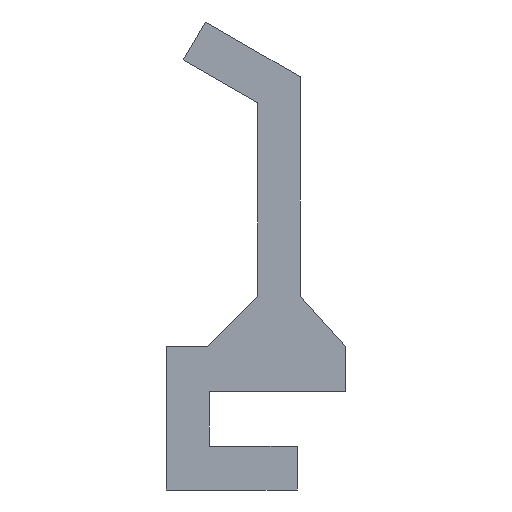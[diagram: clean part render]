
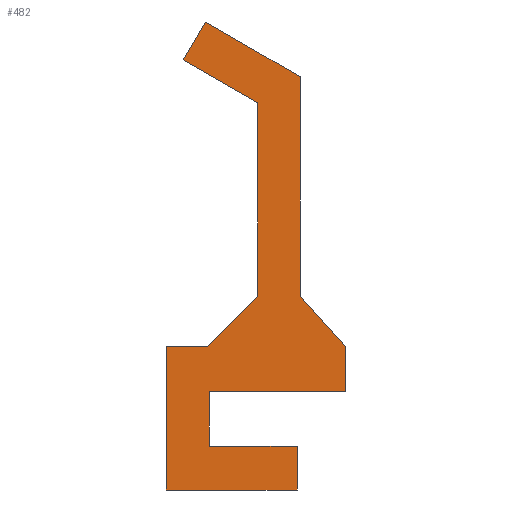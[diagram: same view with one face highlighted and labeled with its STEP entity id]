
A CAD part, left-side view. The second image highlights one B-rep face of the part: STEP entity #482.
In plain terms, the highlighted planar face has unit normal (-1, 0, 0).
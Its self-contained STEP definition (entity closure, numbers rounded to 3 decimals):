
#22 = VERTEX_POINT('',#23);
#23 = CARTESIAN_POINT('',(0.,5.253,
    48.602));
#40 = VERTEX_POINT('',#41);
#41 = CARTESIAN_POINT('',(0.,-3.407,
    43.602));
#47 = EDGE_CURVE('',#22,#40,#48,.T.);
#48 = LINE('',#49,#50);
#49 = CARTESIAN_POINT('',(0.,5.253,
    48.602));
#50 = VECTOR('',#51,1.);
#51 = DIRECTION('',(0.,-0.866,-0.5));
#71 = VERTEX_POINT('',#72);
#72 = CARTESIAN_POINT('',(0.,-3.407,
    23.602));
#78 = EDGE_CURVE('',#40,#71,#79,.T.);
#79 = LINE('',#80,#81);
#80 = CARTESIAN_POINT('',(0.,-3.407,
    43.602));
#81 = VECTOR('',#82,1.);
#82 = DIRECTION('',(0.,0.,-1.));
#102 = VERTEX_POINT('',#103);
#103 = CARTESIAN_POINT('',(0.,-7.549,
    19.002));
#109 = EDGE_CURVE('',#71,#102,#110,.T.);
#110 = LINE('',#111,#112);
#111 = CARTESIAN_POINT('',(0.,-3.407,
    23.602));
#112 = VECTOR('',#113,1.);
#113 = DIRECTION('',(0.,-0.669,-0.743)
  );
#133 = VERTEX_POINT('',#134);
#134 = CARTESIAN_POINT('',(0.,-7.549,
    14.882));
#140 = EDGE_CURVE('',#102,#133,#141,.T.);
#141 = LINE('',#142,#143);
#142 = CARTESIAN_POINT('',(0.,-7.549,
    19.002));
#143 = VECTOR('',#144,1.);
#144 = DIRECTION('',(0.,0.,-1.));
#164 = VERTEX_POINT('',#165);
#165 = CARTESIAN_POINT('',(0.,4.873,
    14.882));
#171 = EDGE_CURVE('',#133,#164,#172,.T.);
#172 = LINE('',#173,#174);
#173 = CARTESIAN_POINT('',(0.,-7.549,
    14.882));
#174 = VECTOR('',#175,1.);
#175 = DIRECTION('',(0.,1.,0.));
#195 = VERTEX_POINT('',#196);
#196 = CARTESIAN_POINT('',(0.,4.873,
    9.922));
#202 = EDGE_CURVE('',#164,#195,#203,.T.);
#203 = LINE('',#204,#205);
#204 = CARTESIAN_POINT('',(0.,4.873,
    14.882));
#205 = VECTOR('',#206,1.);
#206 = DIRECTION('',(0.,0.,-1.));
#226 = VERTEX_POINT('',#227);
#227 = CARTESIAN_POINT('',(0.,-3.127,
    9.922));
#233 = EDGE_CURVE('',#195,#226,#234,.T.);
#234 = LINE('',#235,#236);
#235 = CARTESIAN_POINT('',(0.,4.873,
    9.922));
#236 = VECTOR('',#237,1.);
#237 = DIRECTION('',(0.,-1.,0.));
#257 = VERTEX_POINT('',#258);
#258 = CARTESIAN_POINT('',(0.,-3.127,
    5.922));
#264 = EDGE_CURVE('',#226,#257,#265,.T.);
#265 = LINE('',#266,#267);
#266 = CARTESIAN_POINT('',(0.,-3.127,
    9.922));
#267 = VECTOR('',#268,1.);
#268 = DIRECTION('',(0.,0.,-1.));
#288 = VERTEX_POINT('',#289);
#289 = CARTESIAN_POINT('',(0.,8.813,
    5.922));
#295 = EDGE_CURVE('',#257,#288,#296,.T.);
#296 = LINE('',#297,#298);
#297 = CARTESIAN_POINT('',(0.,-3.127,
    5.922));
#298 = VECTOR('',#299,1.);
#299 = DIRECTION('',(0.,1.,0.));
#319 = VERTEX_POINT('',#320);
#320 = CARTESIAN_POINT('',(0.,8.813,
    19.032));
#326 = EDGE_CURVE('',#288,#319,#327,.T.);
#327 = LINE('',#328,#329);
#328 = CARTESIAN_POINT('',(0.,8.813,
    5.922));
#329 = VECTOR('',#330,1.);
#330 = DIRECTION('',(0.,0.,1.));
#350 = VERTEX_POINT('',#351);
#351 = CARTESIAN_POINT('',(0.,5.063,
    19.032));
#357 = EDGE_CURVE('',#319,#350,#358,.T.);
#358 = LINE('',#359,#360);
#359 = CARTESIAN_POINT('',(0.,8.813,
    19.032));
#360 = VECTOR('',#361,1.);
#361 = DIRECTION('',(0.,-1.,0.));
#381 = VERTEX_POINT('',#382);
#382 = CARTESIAN_POINT('',(0.,0.493,
    23.602));
#388 = EDGE_CURVE('',#350,#381,#389,.T.);
#389 = LINE('',#390,#391);
#390 = CARTESIAN_POINT('',(0.,5.063,
    19.032));
#391 = VECTOR('',#392,1.);
#392 = DIRECTION('',(0.,-0.707,0.707)
  );
#403 = VERTEX_POINT('',#404);
#404 = CARTESIAN_POINT('',(0.,0.493,
    41.234));
#419 = EDGE_CURVE('',#403,#381,#420,.T.);
#420 = LINE('',#421,#422);
#421 = CARTESIAN_POINT('',(0.,0.493,
    41.234));
#422 = VECTOR('',#423,1.);
#423 = DIRECTION('',(0.,0.,-1.));
#434 = VERTEX_POINT('',#435);
#435 = CARTESIAN_POINT('',(0.,7.253,
    45.137));
#450 = EDGE_CURVE('',#434,#403,#451,.T.);
#451 = LINE('',#452,#453);
#452 = CARTESIAN_POINT('',(0.,7.253,
    45.137));
#453 = VECTOR('',#454,1.);
#454 = DIRECTION('',(0.,-0.866,-0.5));
#472 = EDGE_CURVE('',#22,#434,#473,.T.);
#473 = LINE('',#474,#475);
#474 = CARTESIAN_POINT('',(0.,5.253,
    48.602));
#475 = VECTOR('',#476,1.);
#476 = DIRECTION('',(0.,0.5,-0.866));
#482 = ADVANCED_FACE('',(#483),#500,.F.);
#483 = FACE_BOUND('',#484,.F.);
#484 = EDGE_LOOP('',(#485,#486,#487,#488,#489,#490,#491,#492,#493,#494,
    #495,#496,#497,#498,#499));
#485 = ORIENTED_EDGE('',*,*,#47,.T.);
#486 = ORIENTED_EDGE('',*,*,#78,.T.);
#487 = ORIENTED_EDGE('',*,*,#109,.T.);
#488 = ORIENTED_EDGE('',*,*,#140,.T.);
#489 = ORIENTED_EDGE('',*,*,#171,.T.);
#490 = ORIENTED_EDGE('',*,*,#202,.T.);
#491 = ORIENTED_EDGE('',*,*,#233,.T.);
#492 = ORIENTED_EDGE('',*,*,#264,.T.);
#493 = ORIENTED_EDGE('',*,*,#295,.T.);
#494 = ORIENTED_EDGE('',*,*,#326,.T.);
#495 = ORIENTED_EDGE('',*,*,#357,.T.);
#496 = ORIENTED_EDGE('',*,*,#388,.T.);
#497 = ORIENTED_EDGE('',*,*,#419,.F.);
#498 = ORIENTED_EDGE('',*,*,#450,.F.);
#499 = ORIENTED_EDGE('',*,*,#472,.F.);
#500 = PLANE('',#501);
#501 = AXIS2_PLACEMENT_3D('',#502,#503,#504);
#502 = CARTESIAN_POINT('',(0.,1.008,
    24.047));
#503 = DIRECTION('',(1.,0.,0.));
#504 = DIRECTION('',(0.,0.,1.));
